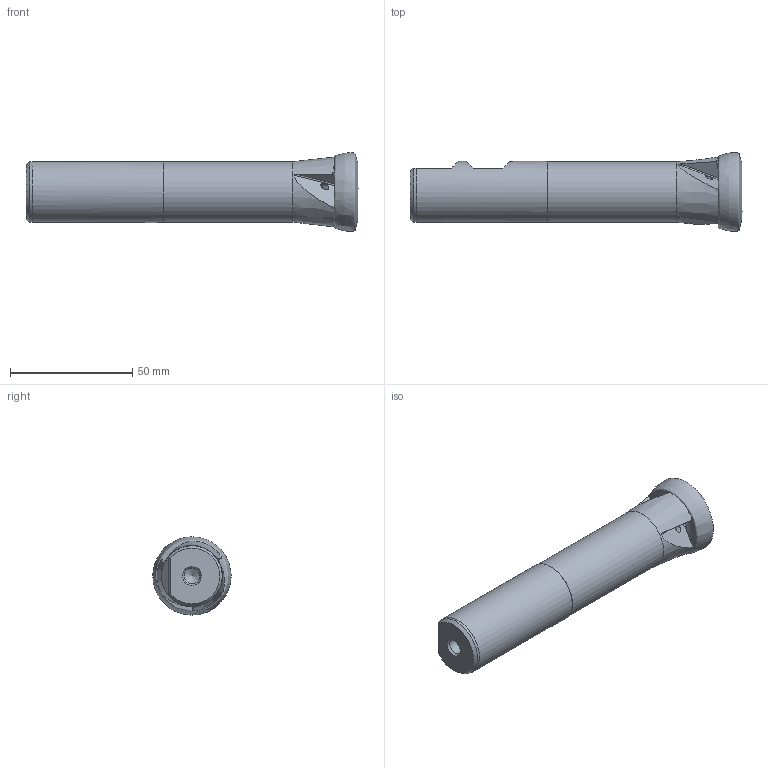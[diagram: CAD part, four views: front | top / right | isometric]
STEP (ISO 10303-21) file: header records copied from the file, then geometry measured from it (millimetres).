
FILE_DESCRIPTION (( 'STEP AP214' ), '1' );
FILE_NAME ('00PP-32-09-3-80.STEP', '2013-09-04T12:47:46', ( '' ), ( '' ), 'SwSTEP 2.0', 'SolidWorks 2013', '' );
FILE_SCHEMA (( 'AUTOMOTIVE_DESIGN' ));
Length unit declared in the file: millimetre
Products named in the file (1): 00PP-32-09-3-80
Bounding box: 135.98 x 32.03 x 32.02 mm (x, y, z)
Volume: 63891.6 mm3; surface area: 15325.7 mm2
Topology: 1 solids, 7 shells, 96 faces, 226 edges, 145 vertices
Faces by surface type: plane 38, cylinder 33, cone 12, bspline 7, torus 6
Full cylindrical faces by diameter (mm): 3 x3, 6.5 x1, 24.8 x1, 25 x1
Entity records: 4881 total; most frequent: CARTESIAN_POINT 2803, ORIENTED_EDGE 414, DIRECTION 372, EDGE_CURVE 207, AXIS2_PLACEMENT_3D 159, VERTEX_POINT 137, EDGE_LOOP 118, FACE_OUTER_BOUND 101
